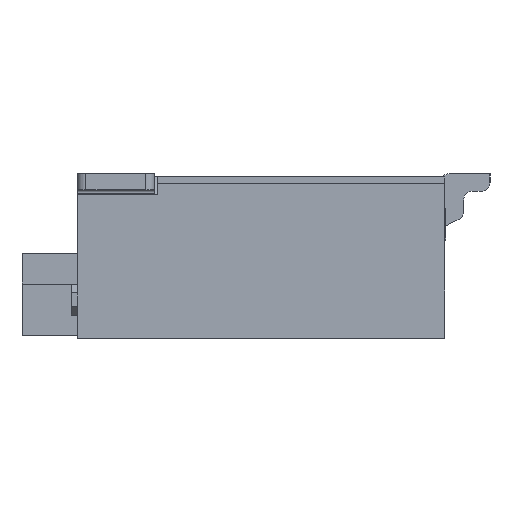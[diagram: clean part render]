
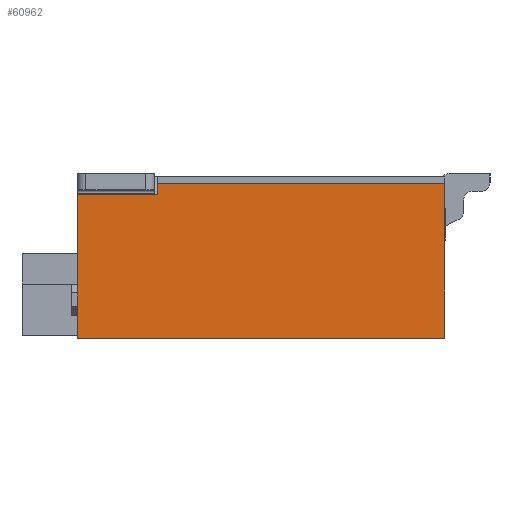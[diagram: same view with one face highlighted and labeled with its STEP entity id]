
A CAD part, left-side view. The second image highlights one B-rep face of the part: STEP entity #60962.
In plain terms, the highlighted planar face has unit normal (-1, 0, 0).
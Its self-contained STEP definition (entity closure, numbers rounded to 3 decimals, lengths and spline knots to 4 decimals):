
#1=DIRECTION('',(0.,-1.,0.));
#2=VECTOR('',#1,4.45);
#3=CARTESIAN_POINT('',(-12.475,1.6,1.145));
#4=LINE('',#3,#2);
#13=DIRECTION('',(0.,0.,-1.));
#14=VECTOR('',#13,0.17);
#15=CARTESIAN_POINT('',(-12.475,1.6,1.145));
#16=LINE('',#15,#14);
#192=DIRECTION('',(0.,1.,0.));
#193=VECTOR('',#192,5.7);
#194=CARTESIAN_POINT('',(-12.475,-2.85,-1.255));
#195=LINE('',#194,#193);
#384=DIRECTION('',(0.,0.,-1.));
#385=VECTOR('',#384,2.4);
#386=CARTESIAN_POINT('',(-12.475,-2.85,1.145));
#387=LINE('',#386,#385);
#6527=DIRECTION('',(0.,-1.,0.));
#6528=VECTOR('',#6527,1.25);
#6529=CARTESIAN_POINT('',(-12.475,2.85,0.975));
#6530=LINE('',#6529,#6528);
#6553=DIRECTION('',(0.,0.,1.));
#6554=VECTOR('',#6553,2.23);
#6555=CARTESIAN_POINT('',(-12.475,2.85,-1.255));
#6556=LINE('',#6555,#6554);
#47885=CARTESIAN_POINT('',(-12.475,1.6,1.145));
#47886=CARTESIAN_POINT('',(-12.475,-2.85,1.145));
#47887=VERTEX_POINT('',#47885);
#47888=VERTEX_POINT('',#47886);
#47889=CARTESIAN_POINT('',(-12.475,1.6,0.975));
#47890=VERTEX_POINT('',#47889);
#47891=CARTESIAN_POINT('',(-12.475,2.85,0.975));
#47892=VERTEX_POINT('',#47891);
#47893=CARTESIAN_POINT('',(-12.475,2.85,-1.255));
#47894=VERTEX_POINT('',#47893);
#47895=CARTESIAN_POINT('',(-12.475,-2.85,-1.255));
#47896=VERTEX_POINT('',#47895);
#60943=CARTESIAN_POINT('',(-12.475,0.,-0.055));
#60944=DIRECTION('',(1.,0.,0.));
#60945=DIRECTION('',(0.,-1.,0.));
#60946=AXIS2_PLACEMENT_3D('',#60943,#60944,#60945);
#60947=PLANE('',#60946);
#60949=ORIENTED_EDGE('',*,*,#60948,.T.);
#60951=ORIENTED_EDGE('',*,*,#60950,.T.);
#60953=ORIENTED_EDGE('',*,*,#60952,.T.);
#60955=ORIENTED_EDGE('',*,*,#60954,.T.);
#60957=ORIENTED_EDGE('',*,*,#60956,.T.);
#60959=ORIENTED_EDGE('',*,*,#60958,.F.);
#60960=EDGE_LOOP('',(#60949,#60951,#60953,#60955,#60957,#60959));
#60961=FACE_OUTER_BOUND('',#60960,.F.);
#60962=ADVANCED_FACE('',(#60961),#60947,.F.);
#60948=EDGE_CURVE('',#47887,#47888,#4,.T.);
#60950=EDGE_CURVE('',#47888,#47896,#387,.T.);
#60952=EDGE_CURVE('',#47896,#47894,#195,.T.);
#60954=EDGE_CURVE('',#47894,#47892,#6556,.T.);
#60956=EDGE_CURVE('',#47892,#47890,#6530,.T.);
#60958=EDGE_CURVE('',#47887,#47890,#16,.T.);
